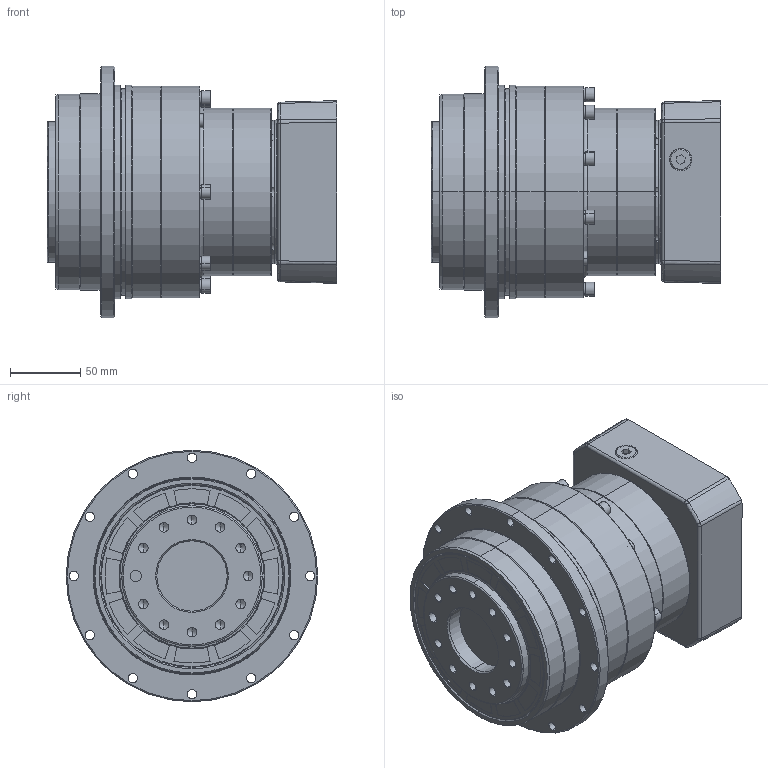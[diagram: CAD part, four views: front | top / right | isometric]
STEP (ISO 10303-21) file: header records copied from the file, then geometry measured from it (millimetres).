
FILE_DESCRIPTION (( 'STEP AP203' ), '1' );
FILE_NAME ('FAD140D-L2-19-110-145-M8-64.STEP', '2021-05-17T11:23:46', ( 'user' ), ( '' ), 'SwSTEP 2.0', 'SolidWorks 2016', '' );
FILE_SCHEMA (( 'CONFIG_CONTROL_DESIGN' ));
Length unit declared in the file: millimetre
Products named in the file (12): 输入端壳体FAD110D; 镂空输入法兰FAB115D-110X44.5XM8; 输入太阳齿轮FAB115D-22; 输入轴锁紧环26X63.5X16（加螺丝）; M6-14樓粟菜; 踡隅蹟隊M16x12; 输出内齿圈壳体FAD140D; 输入调整套22-19; 怀堤俴陎殤FAD140D; FAD140D-L2-19-110-145-M8-64; FBK嘎殤蚐猾-KG100-130-11; 一级内齿圈壳体FAD110D
Assembly tree (26 placements, depth 2):
  FAD140D-L2-19-110-145-M8-64
    M6-14樓粟菜  x16
    输出内齿圈壳体FAD140D
    怀堤俴陎殤FAD140D
    FBK嘎殤蚐猾-KG100-130-11
    一级内齿圈壳体FAD110D
    输入端壳体FAD110D
    镂空输入法兰FAB115D-110X44.5XM8
    输入太阳齿轮FAB115D-22
    输入轴锁紧环26X63.5X16（加螺丝）
    踡隅蹟隊M16x12
    输入调整套22-19
Bounding box: 206 x 179 x 179 mm (x, y, z)
Volume: 2404922.5 mm3; surface area: 439974.9 mm2
Topology: 9 solids, 45 shells, 1508 faces, 3621 edges, 2173 vertices
Faces by surface type: plane 395, cylinder 387, bspline 385, cone 242, torus 97, sphere 2
Entity records: 51533 total; most frequent: CARTESIAN_POINT 25699, ORIENTED_EDGE 5227, DIRECTION 4771, EDGE_CURVE 2628, AXIS2_PLACEMENT_3D 2019, VERTEX_POINT 1586, EDGE_LOOP 1315, CIRCLE 1226
